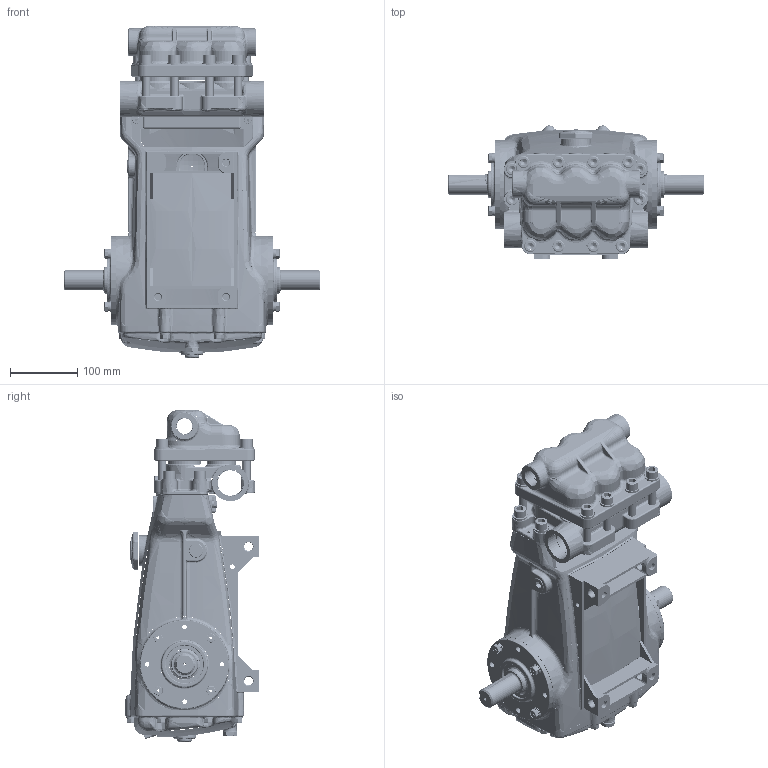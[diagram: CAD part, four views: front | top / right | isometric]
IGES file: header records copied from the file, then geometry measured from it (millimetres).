
Start section: SolidWorks IGES file using analytic representation for surfaces
Global section: file name: 2531C.IGS; native system: SolidWorks 2021; preprocessor: SolidWorks 2021; author: SAL; date: 220203.150230; units: inch
Bounding box: 382 x 198 x 493.5 mm (x, y, z)
Surface area: 609632.9 mm2 (no closed solid volume)
Topology: 0 solids, 0 shells, 2449 faces, 33972 edges, 33877 vertices
Faces by surface type: bspline 1356, revolution 1093
